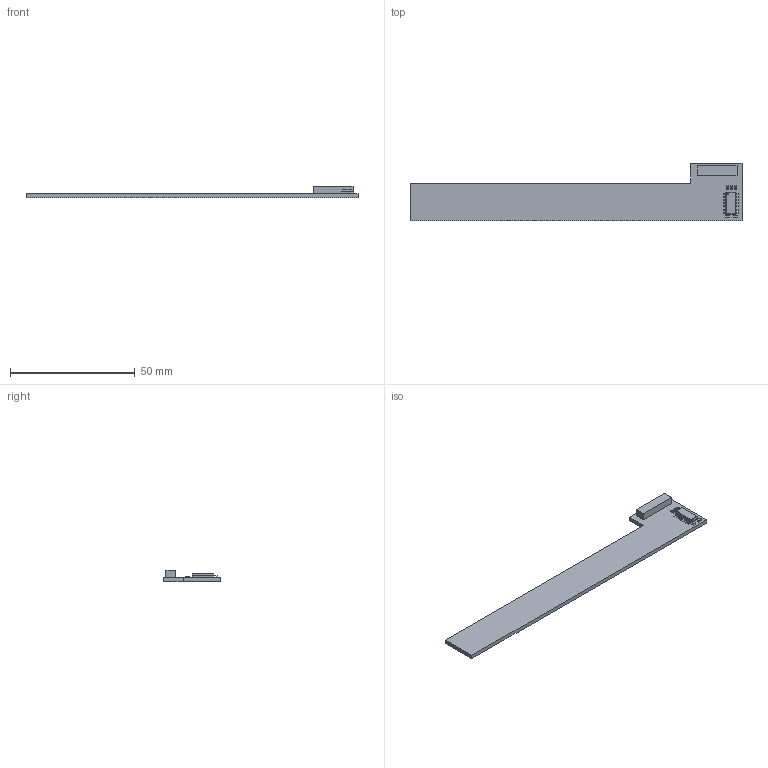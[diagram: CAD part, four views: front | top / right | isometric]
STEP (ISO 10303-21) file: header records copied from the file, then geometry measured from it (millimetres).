
FILE_DESCRIPTION(('Open CASCADE Model'),'2;1');
FILE_NAME('Open CASCADE Shape Model','2021-08-23T05:41:37',('Author'),( 'Open CASCADE'),'Open CASCADE STEP processor 6.8','Open CASCADE 6.8' ,'Unknown');
FILE_SCHEMA(('AUTOMOTIVE_DESIGN { 1 0 10303 214 1 1 1 1 }'));
Length unit declared in the file: millimetre
Products named in the file (21): PCB; Board; Open CASCADE STEP translator 6.8 3.1.1; U1; 5178714336; Open_CASCADE_STEP_translator_6.8_5.1; Body; Open_CASCADE_STEP_translator_6.8_5.2.1; Leader; R2; RES_0603; R3; R1; C2; CAP_0603; C1; Free-Models; 6635491248; Extruded; 5180297728
Assembly tree (40 placements, depth 5):
  PCB
    Board
      Open CASCADE STEP translator 6.8 3.1.1
    U1
      5178714336
        Open_CASCADE_STEP_translator_6.8_5.1
        Body
          Open_CASCADE_STEP_translator_6.8_5.2.1
        Leader  x14
    R2
      RES_0603
    R3
      RES_0603
    R1
      RES_0603
    C2
      CAP_0603
    C1
      CAP_0603
    Free-Models
      6635491248
        Extruded
      5180297728  x5
        Extruded
Bounding box: 133 x 23 x 4.7 mm (x, y, z)
Volume: 3843 mm3; surface area: 6232.1 mm2
Topology: 30 solids, 31 shells, 842 faces, 2114 edges, 1313 vertices
Faces by surface type: plane 656, cylinder 136, sphere 42, bspline 8
Full cylindrical faces by diameter (mm): 0.487 x1
Entity records: 8621 total; most frequent: CARTESIAN_POINT 2180, DIRECTION 1180, ORIENTED_EDGE 1175, EDGE_CURVE 588, LINE 448, VECTOR 448, VERTEX_POINT 369, AXIS2_PLACEMENT_3D 366
